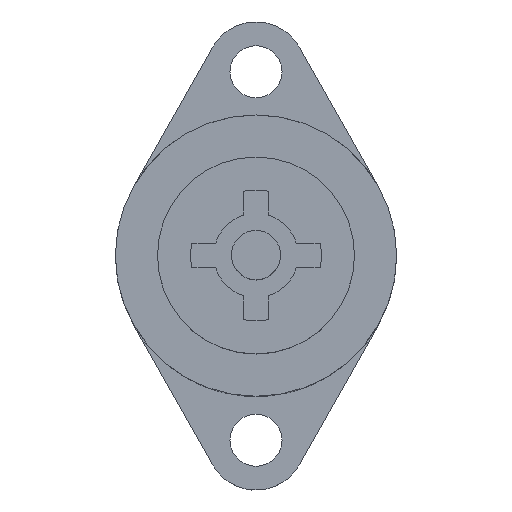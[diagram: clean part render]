
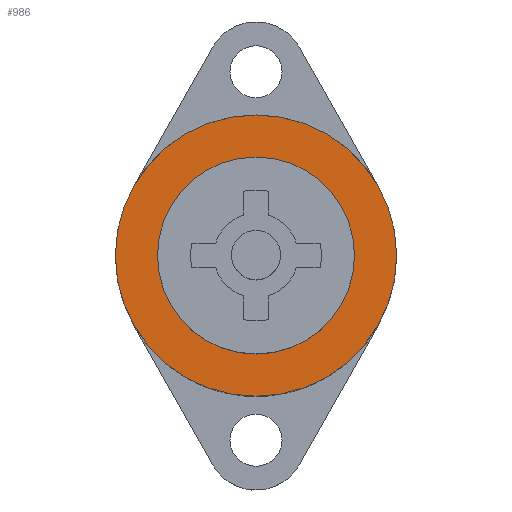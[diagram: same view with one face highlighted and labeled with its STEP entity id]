
A CAD part, top view. The second image highlights one B-rep face of the part: STEP entity #986.
In plain terms, the highlighted planar face has unit normal (0, 0, 1).
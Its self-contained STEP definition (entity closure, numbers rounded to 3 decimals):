
#1=CARTESIAN_POINT('',(0.,0.,7.5));
#2=DIRECTION('',(0.,0.,1.));
#3=DIRECTION('',(1.,0.,0.));
#4=AXIS2_PLACEMENT_3D('',#1,#2,#3);
#6=CARTESIAN_POINT('',(0.,0.,7.5));
#7=DIRECTION('',(0.,0.,1.));
#8=DIRECTION('',(-1.,0.,0.));
#9=AXIS2_PLACEMENT_3D('',#6,#7,#8);
#11=CARTESIAN_POINT('',(0.,0.,7.5));
#12=DIRECTION('',(0.,0.,1.));
#13=DIRECTION('',(1.,0.,0.));
#14=AXIS2_PLACEMENT_3D('',#11,#12,#13);
#16=CARTESIAN_POINT('',(0.,0.,7.5));
#17=DIRECTION('',(0.,0.,1.));
#18=DIRECTION('',(-1.,0.,0.));
#19=AXIS2_PLACEMENT_3D('',#16,#17,#18);
#745=CARTESIAN_POINT('',(10.,0.,7.5));
#746=CARTESIAN_POINT('',(-10.,0.,7.5));
#747=VERTEX_POINT('',#745);
#748=VERTEX_POINT('',#746);
#753=CARTESIAN_POINT('',(7.,0.,7.5));
#754=CARTESIAN_POINT('',(-7.,0.,7.5));
#755=VERTEX_POINT('',#753);
#756=VERTEX_POINT('',#754);
#969=CARTESIAN_POINT('',(0.,0.,7.5));
#970=DIRECTION('',(0.,0.,1.));
#971=DIRECTION('',(1.,0.,0.));
#972=AXIS2_PLACEMENT_3D('',#969,#970,#971);
#973=PLANE('',#972);
#975=ORIENTED_EDGE('',*,*,#974,.F.);
#977=ORIENTED_EDGE('',*,*,#976,.F.);
#978=EDGE_LOOP('',(#975,#977));
#979=FACE_OUTER_BOUND('',#978,.F.);
#981=ORIENTED_EDGE('',*,*,#980,.T.);
#983=ORIENTED_EDGE('',*,*,#982,.T.);
#984=EDGE_LOOP('',(#981,#983));
#985=FACE_BOUND('',#984,.F.);
#986=ADVANCED_FACE('',(#979,#985),#973,.T.);
#5=CIRCLE('',#4,10.);
#10=CIRCLE('',#9,10.);
#15=CIRCLE('',#14,7.);
#20=CIRCLE('',#19,7.);
#974=EDGE_CURVE('',#747,#748,#5,.T.);
#976=EDGE_CURVE('',#748,#747,#10,.T.);
#980=EDGE_CURVE('',#755,#756,#15,.T.);
#982=EDGE_CURVE('',#756,#755,#20,.T.);
